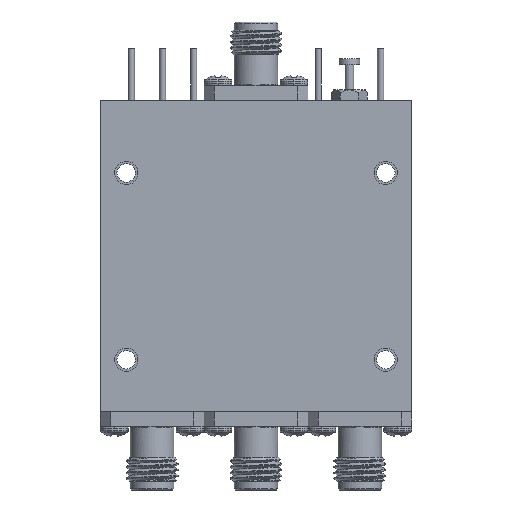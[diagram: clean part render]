
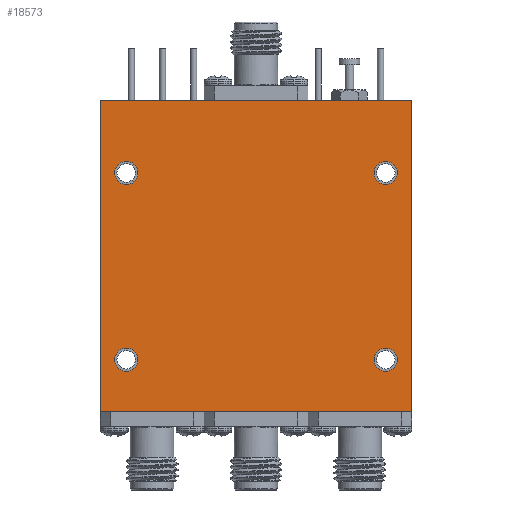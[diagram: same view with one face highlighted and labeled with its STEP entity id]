
A CAD part, front view. The second image highlights one B-rep face of the part: STEP entity #18573.
In plain terms, the highlighted planar face has unit normal (0, -1, 0).
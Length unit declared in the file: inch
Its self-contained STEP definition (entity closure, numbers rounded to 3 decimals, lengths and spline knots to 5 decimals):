
#1862 = ORIENTED_EDGE ( 'NONE', *, *, #6100, .F. ) ;
#3307 = CARTESIAN_POINT ( 'NONE',  ( 0.625, -0.2, -0.5 ) ) ;
#3455 = CARTESIAN_POINT ( 'NONE',  ( -0.75, -0.2, 0.75 ) ) ;
#6080 = ORIENTED_EDGE ( 'NONE', *, *, #74071, .F. ) ;
#6100 = EDGE_CURVE ( 'NONE', #99637, #42988, #61223, .T. ) ;
#6264 = VERTEX_POINT ( 'NONE', #72804 ) ;
#6895 = VERTEX_POINT ( 'NONE', #45067 ) ;
#7897 = VERTEX_POINT ( 'NONE', #101600 ) ;
#8223 = AXIS2_PLACEMENT_3D ( 'NONE', #66328, #85166, #60206 ) ;
#10822 = ORIENTED_EDGE ( 'NONE', *, *, #26259, .F. ) ;
#11360 = CARTESIAN_POINT ( 'NONE',  ( 0.625, -0.2, 0.4 ) ) ;
#13548 = DIRECTION ( 'NONE',  ( 0., 0., -1. ) ) ;
#13937 = DIRECTION ( 'NONE',  ( 0., 0., -1. ) ) ;
#15780 = DIRECTION ( 'NONE',  ( 0., 0., -1. ) ) ;
#16688 = DIRECTION ( 'NONE',  ( 0., 0., -1. ) ) ;
#18165 = AXIS2_PLACEMENT_3D ( 'NONE', #3307, #50133, #104328 ) ;
#18573 = ADVANCED_FACE ( 'NONE', ( #74429, #76054, #108275, #23923, #57796 ), #41690, .T. ) ;
#18978 = DIRECTION ( 'NONE',  ( 0., 0., -1. ) ) ;
#21453 = AXIS2_PLACEMENT_3D ( 'NONE', #109002, #23010, #15780 ) ;
#21923 = ORIENTED_EDGE ( 'NONE', *, *, #40785, .F. ) ;
#23010 = DIRECTION ( 'NONE',  ( 0., -1., 0. ) ) ;
#23923 = FACE_BOUND ( 'NONE', #31637, .T. ) ;
#24325 = DIRECTION ( 'NONE',  ( 1., 0., 0. ) ) ;
#24545 = EDGE_CURVE ( 'NONE', #36566, #6895, #106438, .T. ) ;
#25772 = DIRECTION ( 'NONE',  ( 0., 0., -1. ) ) ;
#26259 = EDGE_CURVE ( 'NONE', #7897, #58260, #30307, .T. ) ;
#27981 = AXIS2_PLACEMENT_3D ( 'NONE', #45038, #60599, #18978 ) ;
#30307 = CIRCLE ( 'NONE', #81734, 0.056 ) ;
#31606 = DIRECTION ( 'NONE',  ( -1., 0., 0. ) ) ;
#31637 = EDGE_LOOP ( 'NONE', ( #32815, #6080 ) ) ;
#32242 = LINE ( 'NONE', #81640, #50138 ) ;
#32815 = ORIENTED_EDGE ( 'NONE', *, *, #76554, .F. ) ;
#35652 = CIRCLE ( 'NONE', #21453, 0.056 ) ;
#36566 = VERTEX_POINT ( 'NONE', #71257 ) ;
#38902 = AXIS2_PLACEMENT_3D ( 'NONE', #67382, #59066, #25772 ) ;
#39545 = CARTESIAN_POINT ( 'NONE',  ( 0.625, -0.2, -0.444 ) ) ;
#40277 = ORIENTED_EDGE ( 'NONE', *, *, #89326, .F. ) ;
#40785 = EDGE_CURVE ( 'NONE', #80217, #46571, #76129, .T. ) ;
#41690 = PLANE ( 'NONE',  #63921 ) ;
#42988 = VERTEX_POINT ( 'NONE', #98183 ) ;
#43600 = CARTESIAN_POINT ( 'NONE',  ( 0.625, -0.2, -0.556 ) ) ;
#45038 = CARTESIAN_POINT ( 'NONE',  ( 0.625, -0.2, 0.4 ) ) ;
#45067 = CARTESIAN_POINT ( 'NONE',  ( -0.625, -0.2, 0.456 ) ) ;
#46571 = VERTEX_POINT ( 'NONE', #63223 ) ;
#47969 = EDGE_LOOP ( 'NONE', ( #21923, #40277 ) ) ;
#48162 = EDGE_CURVE ( 'NONE', #6264, #99637, #71141, .T. ) ;
#48846 = CARTESIAN_POINT ( 'NONE',  ( 0.625, -0.2, -0.5 ) ) ;
#50133 = DIRECTION ( 'NONE',  ( 0., -1., 0. ) ) ;
#50138 = VECTOR ( 'NONE', #13937, 39.37008 ) ;
#50580 = VERTEX_POINT ( 'NONE', #82123 ) ;
#52959 = EDGE_CURVE ( 'NONE', #42988, #50580, #66482, .T. ) ;
#54406 = EDGE_CURVE ( 'NONE', #6895, #36566, #95045, .T. ) ;
#54531 = DIRECTION ( 'NONE',  ( 0., 0., 1. ) ) ;
#54632 = DIRECTION ( 'NONE',  ( 0., -1., 0. ) ) ;
#55424 = DIRECTION ( 'NONE',  ( 0., 0., -1. ) ) ;
#56870 = AXIS2_PLACEMENT_3D ( 'NONE', #63738, #97604, #55424 ) ;
#57059 = VERTEX_POINT ( 'NONE', #39545 ) ;
#57796 = FACE_BOUND ( 'NONE', #47969, .T. ) ;
#57809 = CARTESIAN_POINT ( 'NONE',  ( -0.625, -0.2, -0.556 ) ) ;
#57815 = EDGE_LOOP ( 'NONE', ( #57985, #102858 ) ) ;
#57985 = ORIENTED_EDGE ( 'NONE', *, *, #24545, .F. ) ;
#58260 = VERTEX_POINT ( 'NONE', #97290 ) ;
#58321 = CARTESIAN_POINT ( 'NONE',  ( 0., -0.2, 0. ) ) ;
#59066 = DIRECTION ( 'NONE',  ( 0., -1., 0. ) ) ;
#59811 = CARTESIAN_POINT ( 'NONE',  ( -0.75, -0.2, 0.75 ) ) ;
#60206 = DIRECTION ( 'NONE',  ( 0., 0., -1. ) ) ;
#60599 = DIRECTION ( 'NONE',  ( 0., -1., 0. ) ) ;
#61223 = LINE ( 'NONE', #3455, #83829 ) ;
#63223 = CARTESIAN_POINT ( 'NONE',  ( -0.625, -0.2, -0.444 ) ) ;
#63738 = CARTESIAN_POINT ( 'NONE',  ( -0.625, -0.2, 0.4 ) ) ;
#63921 = AXIS2_PLACEMENT_3D ( 'NONE', #58321, #91644, #16688 ) ;
#66328 = CARTESIAN_POINT ( 'NONE',  ( -0.625, -0.2, 0.4 ) ) ;
#66482 = LINE ( 'NONE', #59811, #78977 ) ;
#67382 = CARTESIAN_POINT ( 'NONE',  ( -0.625, -0.2, -0.5 ) ) ;
#71141 = LINE ( 'NONE', #99838, #92763 ) ;
#71257 = CARTESIAN_POINT ( 'NONE',  ( -0.625, -0.2, 0.344 ) ) ;
#71563 = EDGE_CURVE ( 'NONE', #58260, #7897, #98821, .T. ) ;
#72804 = CARTESIAN_POINT ( 'NONE',  ( 0.75, -0.2, -0.75 ) ) ;
#74071 = EDGE_CURVE ( 'NONE', #57059, #103352, #85508, .T. ) ;
#74429 = FACE_OUTER_BOUND ( 'NONE', #109564, .T. ) ;
#74907 = DIRECTION ( 'NONE',  ( 0., -1., 0. ) ) ;
#76054 = FACE_BOUND ( 'NONE', #57815, .T. ) ;
#76129 = CIRCLE ( 'NONE', #38902, 0.056 ) ;
#76554 = EDGE_CURVE ( 'NONE', #103352, #57059, #87472, .T. ) ;
#78977 = VECTOR ( 'NONE', #24325, 39.37008 ) ;
#78997 = ORIENTED_EDGE ( 'NONE', *, *, #48162, .F. ) ;
#80217 = VERTEX_POINT ( 'NONE', #57809 ) ;
#81640 = CARTESIAN_POINT ( 'NONE',  ( 0.75, -0.2, 0.75 ) ) ;
#81734 = AXIS2_PLACEMENT_3D ( 'NONE', #11360, #54632, #13548 ) ;
#82123 = CARTESIAN_POINT ( 'NONE',  ( 0.75, -0.2, 0.75 ) ) ;
#83829 = VECTOR ( 'NONE', #54531, 39.37008 ) ;
#85166 = DIRECTION ( 'NONE',  ( 0., -1., 0. ) ) ;
#85508 = CIRCLE ( 'NONE', #18165, 0.056 ) ;
#87472 = CIRCLE ( 'NONE', #98122, 0.056 ) ;
#89326 = EDGE_CURVE ( 'NONE', #46571, #80217, #35652, .T. ) ;
#90883 = ORIENTED_EDGE ( 'NONE', *, *, #52959, .F. ) ;
#91644 = DIRECTION ( 'NONE',  ( 0., -1., 0. ) ) ;
#92763 = VECTOR ( 'NONE', #31606, 39.37008 ) ;
#95045 = CIRCLE ( 'NONE', #8223, 0.056 ) ;
#97228 = ORIENTED_EDGE ( 'NONE', *, *, #71563, .F. ) ;
#97290 = CARTESIAN_POINT ( 'NONE',  ( 0.625, -0.2, 0.456 ) ) ;
#97604 = DIRECTION ( 'NONE',  ( 0., -1., 0. ) ) ;
#98122 = AXIS2_PLACEMENT_3D ( 'NONE', #48846, #74907, #107672 ) ;
#98183 = CARTESIAN_POINT ( 'NONE',  ( -0.75, -0.2, 0.75 ) ) ;
#98821 = CIRCLE ( 'NONE', #27981, 0.056 ) ;
#99637 = VERTEX_POINT ( 'NONE', #100312 ) ;
#99838 = CARTESIAN_POINT ( 'NONE',  ( -0.75, -0.2, -0.75 ) ) ;
#100312 = CARTESIAN_POINT ( 'NONE',  ( -0.75, -0.2, -0.75 ) ) ;
#101306 = ORIENTED_EDGE ( 'NONE', *, *, #101955, .F. ) ;
#101600 = CARTESIAN_POINT ( 'NONE',  ( 0.625, -0.2, 0.344 ) ) ;
#101955 = EDGE_CURVE ( 'NONE', #50580, #6264, #32242, .T. ) ;
#102858 = ORIENTED_EDGE ( 'NONE', *, *, #54406, .F. ) ;
#103352 = VERTEX_POINT ( 'NONE', #43600 ) ;
#104328 = DIRECTION ( 'NONE',  ( 0., 0., -1. ) ) ;
#106438 = CIRCLE ( 'NONE', #56870, 0.056 ) ;
#107672 = DIRECTION ( 'NONE',  ( 0., 0., -1. ) ) ;
#108275 = FACE_BOUND ( 'NONE', #108747, .T. ) ;
#108747 = EDGE_LOOP ( 'NONE', ( #10822, #97228 ) ) ;
#109002 = CARTESIAN_POINT ( 'NONE',  ( -0.625, -0.2, -0.5 ) ) ;
#109564 = EDGE_LOOP ( 'NONE', ( #101306, #90883, #1862, #78997 ) ) ;
